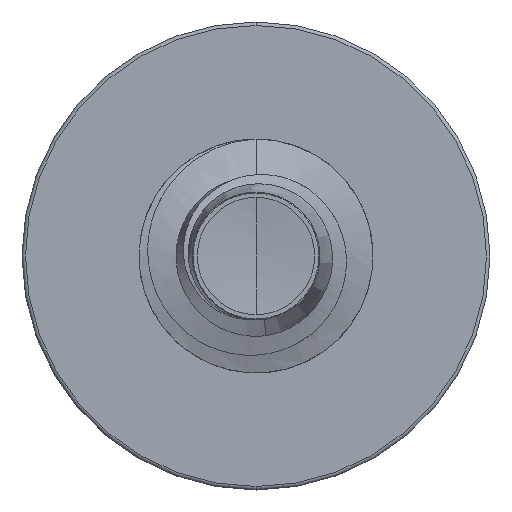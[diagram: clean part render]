
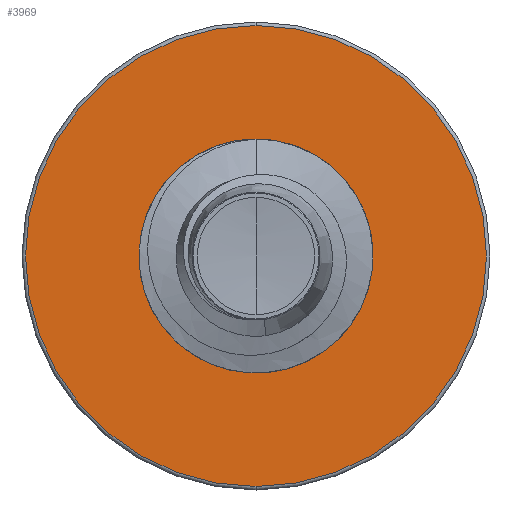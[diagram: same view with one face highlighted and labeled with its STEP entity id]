
A CAD part, front view. The second image highlights one B-rep face of the part: STEP entity #3969.
In plain terms, the highlighted planar face has unit normal (0, -1, 0).
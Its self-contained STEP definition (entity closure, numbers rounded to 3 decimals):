
#274 = DIRECTION ( 'NONE',  ( 0., 0., 1. ) ) ;
#298 = DIRECTION ( 'NONE',  ( 0., 1., 0. ) ) ;
#304 = CARTESIAN_POINT ( 'NONE',  ( 0., 7., 0. ) ) ;
#758 = CARTESIAN_POINT ( 'NONE',  ( 0., 7., 3.94 ) ) ;
#759 = VERTEX_POINT ( 'NONE', #758 ) ;
#2584 = ORIENTED_EDGE ( 'NONE', *, *, #11640, .F. ) ;
#3558 = CIRCLE ( 'NONE', #4314, 1.989 ) ;
#3613 = ORIENTED_EDGE ( 'NONE', *, *, #11694, .T. ) ;
#3969 = ADVANCED_FACE ( 'NONE', ( #5930, #9271 ), #7713, .F. ) ;
#4000 = EDGE_LOOP ( 'NONE', ( #2584, #5851 ) ) ;
#4160 = AXIS2_PLACEMENT_3D ( 'NONE', #6585, #6582, #6563 ) ;
#4314 = AXIS2_PLACEMENT_3D ( 'NONE', #6973, #6957, #6905 ) ;
#4615 = CIRCLE ( 'NONE', #4160, 3.94 ) ;
#5147 = CIRCLE ( 'NONE', #7536, 1.989 ) ;
#5471 = CARTESIAN_POINT ( 'NONE',  ( 0., 7., 1.989 ) ) ;
#5851 = ORIENTED_EDGE ( 'NONE', *, *, #12555, .F. ) ;
#5930 = FACE_OUTER_BOUND ( 'NONE', #4000, .T. ) ;
#5970 = ORIENTED_EDGE ( 'NONE', *, *, #12528, .T. ) ;
#6177 = AXIS2_PLACEMENT_3D ( 'NONE', #304, #298, #274 ) ;
#6563 = DIRECTION ( 'NONE',  ( 0., 0., 1. ) ) ;
#6579 = CIRCLE ( 'NONE', #6177, 3.94 ) ;
#6582 = DIRECTION ( 'NONE',  ( 0., 1., 0. ) ) ;
#6585 = CARTESIAN_POINT ( 'NONE',  ( 0., 7., 0. ) ) ;
#6905 = DIRECTION ( 'NONE',  ( 0., 0., 1. ) ) ;
#6957 = DIRECTION ( 'NONE',  ( 0., 1., 0. ) ) ;
#6973 = CARTESIAN_POINT ( 'NONE',  ( 0., 7., 0. ) ) ;
#7505 = VERTEX_POINT ( 'NONE', #12229 ) ;
#7536 = AXIS2_PLACEMENT_3D ( 'NONE', #13457, #13382, #13256 ) ;
#7570 = DIRECTION ( 'NONE',  ( 0., 0., 1. ) ) ;
#7601 = DIRECTION ( 'NONE',  ( 0., 1., 0. ) ) ;
#7608 = CARTESIAN_POINT ( 'NONE',  ( 0., 7., -1.989 ) ) ;
#7713 = PLANE ( 'NONE',  #10287 ) ;
#8630 = VERTEX_POINT ( 'NONE', #10082 ) ;
#9271 = FACE_BOUND ( 'NONE', #10826, .T. ) ;
#10082 = CARTESIAN_POINT ( 'NONE',  ( 0., 7., -3.94 ) ) ;
#10287 = AXIS2_PLACEMENT_3D ( 'NONE', #7608, #7601, #7570 ) ;
#10826 = EDGE_LOOP ( 'NONE', ( #5970, #3613 ) ) ;
#11327 = VERTEX_POINT ( 'NONE', #5471 ) ;
#11640 = EDGE_CURVE ( 'NONE', #759, #8630, #6579, .T. ) ;
#11694 = EDGE_CURVE ( 'NONE', #7505, #11327, #5147, .T. ) ;
#12229 = CARTESIAN_POINT ( 'NONE',  ( 0., 7., -1.989 ) ) ;
#12528 = EDGE_CURVE ( 'NONE', #11327, #7505, #3558, .T. ) ;
#12555 = EDGE_CURVE ( 'NONE', #8630, #759, #4615, .T. ) ;
#13256 = DIRECTION ( 'NONE',  ( 0., 0., 1. ) ) ;
#13382 = DIRECTION ( 'NONE',  ( 0., 1., 0. ) ) ;
#13457 = CARTESIAN_POINT ( 'NONE',  ( 0., 7., 0. ) ) ;
